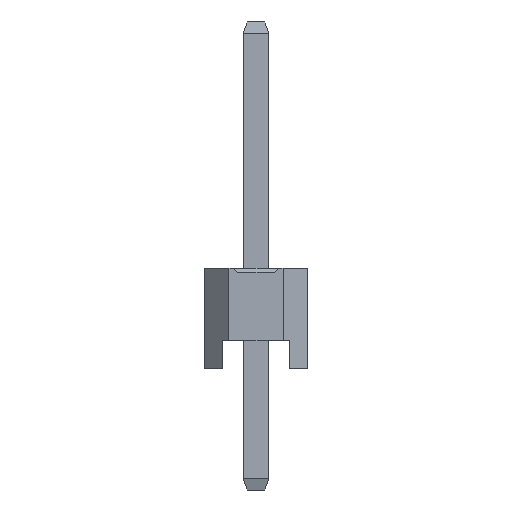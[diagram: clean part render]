
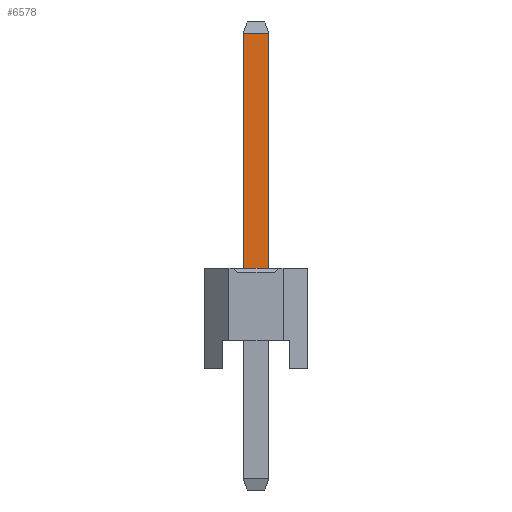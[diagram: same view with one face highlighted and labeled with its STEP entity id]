
A CAD part, left-side view. The second image highlights one B-rep face of the part: STEP entity #6578.
In plain terms, the highlighted planar face has unit normal (-1, 0, 0).
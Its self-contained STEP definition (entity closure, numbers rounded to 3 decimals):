
#6578=ADVANCED_FACE('',(#17309),#17311,.T.);
#17309=FACE_BOUND('',#17310,.T.);
#17310=EDGE_LOOP('',(#25711,#25712,#25713,#25714));
#17311=PLANE('',#17312);
#17312=AXIS2_PLACEMENT_3D('',#17313,#17314,#17315);
#17313=CARTESIAN_POINT('',(-0.32,0.32,-3.));
#17314=DIRECTION('',(-1.,0.,0.));
#17315=DIRECTION('',(0.,-1.,0.));
#25711=ORIENTED_EDGE('',*,*,#30616,.F.);
#25712=ORIENTED_EDGE('',*,*,#30611,.F.);
#25713=ORIENTED_EDGE('',*,*,#29006,.T.);
#25714=ORIENTED_EDGE('',*,*,#30615,.T.);
#29006=EDGE_CURVE('',#33186,#33190,#33192,.T.);
#30611=EDGE_CURVE('',#33186,#35596,#35599,.T.);
#30615=EDGE_CURVE('',#33190,#35603,#35605,.T.);
#30616=EDGE_CURVE('',#35596,#35603,#35606,.T.);
#33186=VERTEX_POINT('',#40344);
#33190=VERTEX_POINT('',#40352);
#33192=LINE('',#40356,#40357);
#35596=VERTEX_POINT('',#45966);
#35599=LINE('',#45973,#45974);
#35603=VERTEX_POINT('',#45983);
#35605=LINE('',#45987,#45988);
#35606=LINE('',#45990,#45991);
#40344=CARTESIAN_POINT('',(-0.32,0.32,2.5));
#40352=CARTESIAN_POINT('',(-0.32,-0.32,2.5));
#40356=CARTESIAN_POINT('',(-0.32,0.32,2.5));
#40357=VECTOR('',#40358,1.);
#40358=DIRECTION('',(0.,-1.,0.));
#45966=CARTESIAN_POINT('',(-0.32,0.32,8.325));
#45973=CARTESIAN_POINT('',(-0.32,0.32,2.5));
#45974=VECTOR('',#45975,1.);
#45975=DIRECTION('',(0.,0.,1.));
#45983=CARTESIAN_POINT('',(-0.32,-0.32,8.325));
#45987=CARTESIAN_POINT('',(-0.32,-0.32,2.5));
#45988=VECTOR('',#45989,1.);
#45989=DIRECTION('',(0.,0.,1.));
#45990=CARTESIAN_POINT('',(-0.32,0.32,8.325));
#45991=VECTOR('',#45992,1.);
#45992=DIRECTION('',(0.,-1.,0.));
